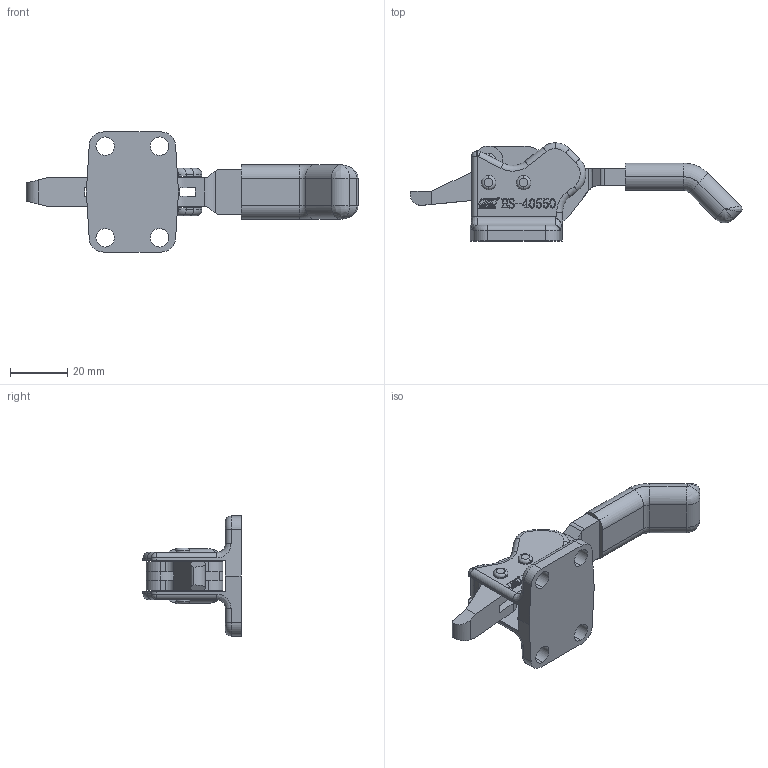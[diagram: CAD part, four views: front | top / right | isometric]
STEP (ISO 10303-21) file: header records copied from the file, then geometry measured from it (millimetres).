
FILE_DESCRIPTION (( 'STEP AP203' ), '1' );
FILE_NAME ('HS-40550 .STEP', '2019-10-07T06:05:28', ( '微软用户' ), ( '微软中国' ), 'SwSTEP 2.0', 'SolidWorks 2012', '' );
FILE_SCHEMA (( 'CONFIG_CONTROL_DESIGN' ));
Length unit declared in the file: millimetre
Products named in the file (8): HS-40550 ; 种1; 种2; 忒梟; 忒參; 蟀裝; 境像; 菁釱
Assembly tree (9 placements, depth 2):
  HS-40550 
    菁釱
    境像
    蟀裝
    忒參
    忒梟
    种2  x2
    种1  x2
Bounding box: 116.08 x 34.3 x 42 mm (x, y, z)
Volume: 26250.6 mm3; surface area: 16895.9 mm2
Topology: 9 solids, 9 shells, 617 faces, 1628 edges, 1058 vertices
Faces by surface type: plane 275, cylinder 161, bspline 141, torus 38, sphere 2
Entity records: 25220 total; most frequent: CARTESIAN_POINT 10224, ORIENTED_EDGE 3160, DIRECTION 2540, EDGE_CURVE 1580, VERTEX_POINT 1030, LINE 928, VECTOR 928, AXIS2_PLACEMENT_3D 806
